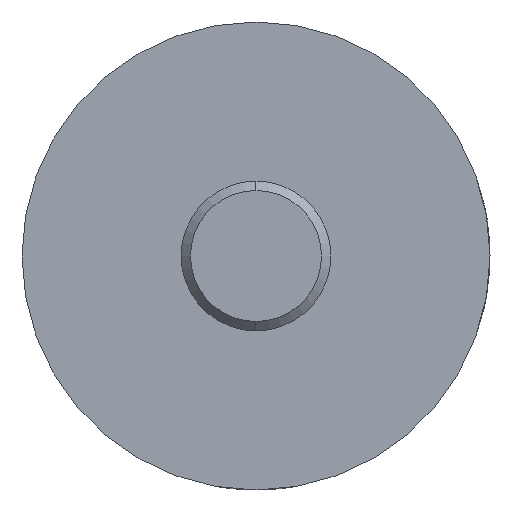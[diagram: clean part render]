
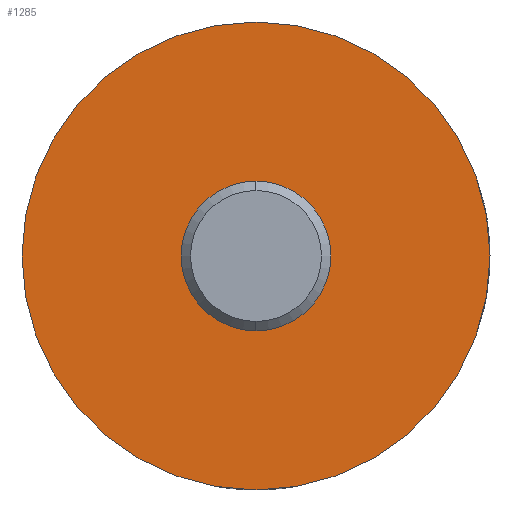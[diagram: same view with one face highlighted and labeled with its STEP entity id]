
A CAD part, left-side view. The second image highlights one B-rep face of the part: STEP entity #1285.
In plain terms, the highlighted planar face has unit normal (-1, 0, 0).
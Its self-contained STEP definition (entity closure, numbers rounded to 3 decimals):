
#53 = EDGE_CURVE ( 'NONE', #326, #132, #1107, .T. ) ;
#100 = DIRECTION ( 'NONE',  ( -1., 0., 0. ) ) ;
#117 = EDGE_LOOP ( 'NONE', ( #416, #389 ) ) ;
#123 = EDGE_CURVE ( 'NONE', #1115, #781, #205, .T. ) ;
#126 = DIRECTION ( 'NONE',  ( 0., 0., 1. ) ) ;
#132 = VERTEX_POINT ( 'NONE', #151 ) ;
#151 = CARTESIAN_POINT ( 'NONE',  ( -134.5, 0., 12.5 ) ) ;
#157 = DIRECTION ( 'NONE',  ( 0., 0., 1. ) ) ;
#164 = AXIS2_PLACEMENT_3D ( 'NONE', #262, #1058, #1199 ) ;
#181 = DIRECTION ( 'NONE',  ( -1., 0., 0. ) ) ;
#205 = CIRCLE ( 'NONE', #1229, 4. ) ;
#262 = CARTESIAN_POINT ( 'NONE',  ( -134.5, 0., 0. ) ) ;
#281 = CIRCLE ( 'NONE', #1380, 12.5 ) ;
#309 = CARTESIAN_POINT ( 'NONE',  ( -134.5, 0., -12.5 ) ) ;
#326 = VERTEX_POINT ( 'NONE', #309 ) ;
#346 = CARTESIAN_POINT ( 'NONE',  ( -134.5, 0., 0. ) ) ;
#373 = PLANE ( 'NONE',  #164 ) ;
#389 = ORIENTED_EDGE ( 'NONE', *, *, #123, .F. ) ;
#416 = ORIENTED_EDGE ( 'NONE', *, *, #903, .F. ) ;
#495 = CARTESIAN_POINT ( 'NONE',  ( -134.5, 0., 0. ) ) ;
#520 = EDGE_LOOP ( 'NONE', ( #943, #866 ) ) ;
#528 = CIRCLE ( 'NONE', #1431, 4. ) ;
#575 = CARTESIAN_POINT ( 'NONE',  ( -134.5, 0., 0. ) ) ;
#781 = VERTEX_POINT ( 'NONE', #1120 ) ;
#820 = DIRECTION ( 'NONE',  ( -1., 0., 0. ) ) ;
#866 = ORIENTED_EDGE ( 'NONE', *, *, #53, .T. ) ;
#903 = EDGE_CURVE ( 'NONE', #781, #1115, #528, .T. ) ;
#930 = DIRECTION ( 'NONE',  ( -1., 0., 0. ) ) ;
#943 = ORIENTED_EDGE ( 'NONE', *, *, #1022, .T. ) ;
#1022 = EDGE_CURVE ( 'NONE', #132, #326, #281, .T. ) ;
#1031 = DIRECTION ( 'NONE',  ( 0., 0., 1. ) ) ;
#1057 = CARTESIAN_POINT ( 'NONE',  ( -134.5, 0., 0. ) ) ;
#1058 = DIRECTION ( 'NONE',  ( -1., 0., 0. ) ) ;
#1107 = CIRCLE ( 'NONE', #1296, 12.5 ) ;
#1115 = VERTEX_POINT ( 'NONE', #1145 ) ;
#1120 = CARTESIAN_POINT ( 'NONE',  ( -134.5, 0., 4. ) ) ;
#1145 = CARTESIAN_POINT ( 'NONE',  ( -134.5, 0., -4. ) ) ;
#1199 = DIRECTION ( 'NONE',  ( 0., 0., 1. ) ) ;
#1229 = AXIS2_PLACEMENT_3D ( 'NONE', #495, #181, #157 ) ;
#1278 = FACE_BOUND ( 'NONE', #117, .T. ) ;
#1285 = ADVANCED_FACE ( 'NONE', ( #1278, #1396 ), #373, .T. ) ;
#1296 = AXIS2_PLACEMENT_3D ( 'NONE', #575, #930, #126 ) ;
#1380 = AXIS2_PLACEMENT_3D ( 'NONE', #1057, #820, #1407 ) ;
#1396 = FACE_OUTER_BOUND ( 'NONE', #520, .T. ) ;
#1407 = DIRECTION ( 'NONE',  ( 0., 0., 1. ) ) ;
#1431 = AXIS2_PLACEMENT_3D ( 'NONE', #346, #100, #1031 ) ;
